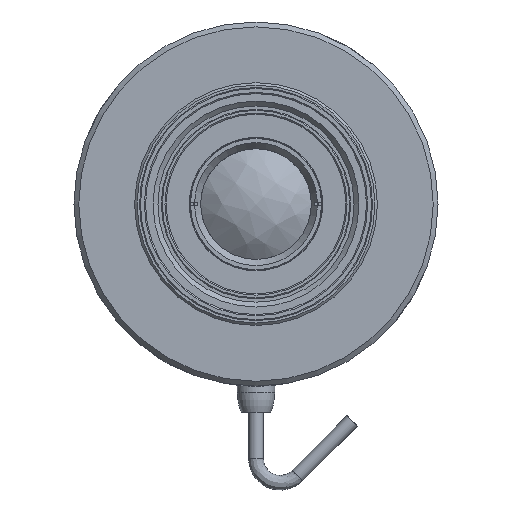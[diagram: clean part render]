
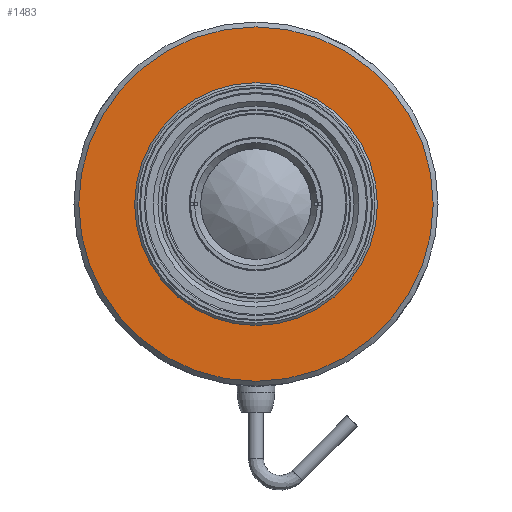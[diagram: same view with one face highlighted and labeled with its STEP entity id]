
A CAD part, front view. The second image highlights one B-rep face of the part: STEP entity #1483.
In plain terms, the highlighted planar face has unit normal (0, -1, 0).
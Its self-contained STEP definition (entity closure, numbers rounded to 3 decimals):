
#25 = CARTESIAN_POINT ( 'NONE',  ( -36.5, -57.26, 0. ) ) ;
#474 = DIRECTION ( 'NONE',  ( 0., 1., 0. ) ) ;
#876 = EDGE_CURVE ( 'NONE', #2975, #2975, #4020, .T. ) ;
#935 = ORIENTED_EDGE ( 'NONE', *, *, #11827, .F. ) ;
#1440 = DIRECTION ( 'NONE',  ( -1., 0., 0. ) ) ;
#1483 = ADVANCED_FACE ( 'NONE', ( #6474, #2521 ), #10339, .F. ) ;
#2292 = CIRCLE ( 'NONE', #8620, 25. ) ;
#2369 = EDGE_LOOP ( 'NONE', ( #10122 ) ) ;
#2521 = FACE_OUTER_BOUND ( 'NONE', #2369, .T. ) ;
#2745 = VERTEX_POINT ( 'NONE', #3702 ) ;
#2975 = VERTEX_POINT ( 'NONE', #25 ) ;
#3702 = CARTESIAN_POINT ( 'NONE',  ( 0., -57.26, -25. ) ) ;
#4020 = CIRCLE ( 'NONE', #7085, 36.5 ) ;
#6116 = CARTESIAN_POINT ( 'NONE',  ( 0., -57.26, 0. ) ) ;
#6388 = DIRECTION ( 'NONE',  ( 0., 0., -1. ) ) ;
#6474 = FACE_BOUND ( 'NONE', #10797, .T. ) ;
#7085 = AXIS2_PLACEMENT_3D ( 'NONE', #6116, #474, #1440 ) ;
#7319 = DIRECTION ( 'NONE',  ( 0., 1., 0. ) ) ;
#7353 = DIRECTION ( 'NONE',  ( 0., -1., 0. ) ) ;
#7508 = DIRECTION ( 'NONE',  ( 0., 0., 1. ) ) ;
#8131 = AXIS2_PLACEMENT_3D ( 'NONE', #8351, #7319, #7508 ) ;
#8351 = CARTESIAN_POINT ( 'NONE',  ( 0., -57.26, 37.5 ) ) ;
#8620 = AXIS2_PLACEMENT_3D ( 'NONE', #10313, #7353, #6388 ) ;
#10122 = ORIENTED_EDGE ( 'NONE', *, *, #876, .F. ) ;
#10313 = CARTESIAN_POINT ( 'NONE',  ( 0., -57.26, 0. ) ) ;
#10339 = PLANE ( 'NONE',  #8131 ) ;
#10797 = EDGE_LOOP ( 'NONE', ( #935 ) ) ;
#11827 = EDGE_CURVE ( 'NONE', #2745, #2745, #2292, .T. ) ;
